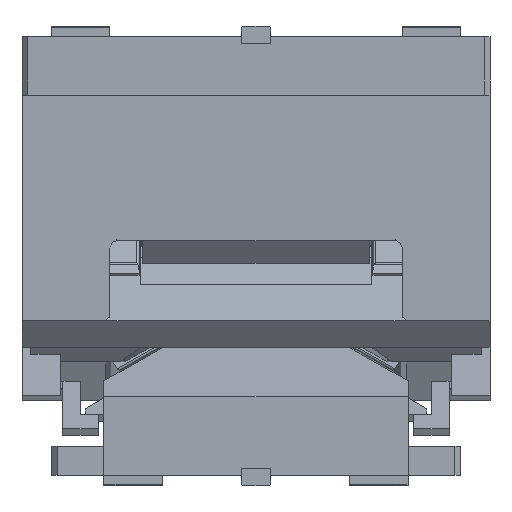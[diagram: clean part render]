
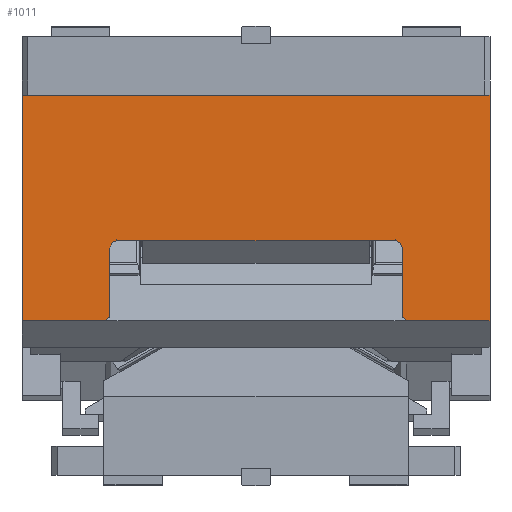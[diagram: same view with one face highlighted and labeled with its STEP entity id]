
A CAD part, left-side view. The second image highlights one B-rep face of the part: STEP entity #1011.
In plain terms, the highlighted planar face has unit normal (-1, 0, 0).
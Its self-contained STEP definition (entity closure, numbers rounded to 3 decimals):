
#451=CARTESIAN_POINT('Vertex',(45.,200.,-243.)) ;
#454=CARTESIAN_POINT('Line Origine',(45.,200.,-146.5)) ;
#458=CARTESIAN_POINT('Vertex',(45.,200.,-50.)) ;
#864=CARTESIAN_POINT('Vertex',(45.,-200.,-243.)) ;
#867=CARTESIAN_POINT('Line Origine',(45.,-164.409,-243.)) ;
#871=CARTESIAN_POINT('Vertex',(45.,-128.817,-243.)) ;
#893=CARTESIAN_POINT('Axis2P3D Location',(45.,200.,-55.)) ;
#898=CARTESIAN_POINT('Line Origine',(45.,164.409,-243.)) ;
#902=CARTESIAN_POINT('Vertex',(45.,128.817,-243.)) ;
#906=CARTESIAN_POINT('Control Point',(45.,128.817,-243.)) ;
#907=CARTESIAN_POINT('Control Point',(45.,128.5,-242.443)) ;
#908=CARTESIAN_POINT('Control Point',(45.,128.129,-241.919)) ;
#909=CARTESIAN_POINT('Control Point',(45.,127.703,-241.441)) ;
#910=CARTESIAN_POINT('Control Point',(45.,126.931,-240.765)) ;
#911=CARTESIAN_POINT('Control Point',(45.,126.06,-240.29)) ;
#912=CARTESIAN_POINT('Control Point',(45.,125.713,-240.14)) ;
#913=CARTESIAN_POINT('Control Point',(45.,125.358,-240.026)) ;
#914=CARTESIAN_POINT('Control Point',(45.,125.,-239.947)) ;
#915=CARTESIAN_POINT('Vertex',(45.,125.,-239.947)) ;
#918=CARTESIAN_POINT('Line Origine',(45.,125.,-211.173)) ;
#922=CARTESIAN_POINT('Vertex',(45.,125.,-182.399)) ;
#926=CARTESIAN_POINT('Control Point',(45.,125.,-182.399)) ;
#927=CARTESIAN_POINT('Control Point',(45.,125.,-181.536)) ;
#928=CARTESIAN_POINT('Control Point',(45.,124.909,-180.646)) ;
#929=CARTESIAN_POINT('Control Point',(45.,124.715,-179.752)) ;
#930=CARTESIAN_POINT('Control Point',(45.,124.148,-178.127)) ;
#931=CARTESIAN_POINT('Control Point',(45.,123.212,-176.72)) ;
#932=CARTESIAN_POINT('Control Point',(45.,122.697,-176.133)) ;
#933=CARTESIAN_POINT('Control Point',(45.,121.669,-175.273)) ;
#934=CARTESIAN_POINT('Control Point',(45.,120.518,-174.775)) ;
#935=CARTESIAN_POINT('Control Point',(45.,120.005,-174.634)) ;
#936=CARTESIAN_POINT('Control Point',(45.,119.496,-174.567)) ;
#937=CARTESIAN_POINT('Control Point',(45.,119.,-174.567)) ;
#938=CARTESIAN_POINT('Vertex',(45.,119.,-174.567)) ;
#941=CARTESIAN_POINT('Line Origine',(45.,0.,-174.567)) ;
#945=CARTESIAN_POINT('Vertex',(45.,-119.,-174.567)) ;
#949=CARTESIAN_POINT('Control Point',(45.,-119.,-174.567)) ;
#950=CARTESIAN_POINT('Control Point',(45.,-119.505,-174.567)) ;
#951=CARTESIAN_POINT('Control Point',(45.,-120.026,-174.636)) ;
#952=CARTESIAN_POINT('Control Point',(45.,-120.548,-174.783)) ;
#953=CARTESIAN_POINT('Control Point',(45.,-121.596,-175.247)) ;
#954=CARTESIAN_POINT('Control Point',(45.,-122.537,-176.008)) ;
#955=CARTESIAN_POINT('Control Point',(45.,-122.977,-176.468)) ;
#956=CARTESIAN_POINT('Control Point',(45.,-123.895,-177.678)) ;
#957=CARTESIAN_POINT('Control Point',(45.,-124.516,-179.111)) ;
#958=CARTESIAN_POINT('Control Point',(45.,-124.768,-179.977)) ;
#959=CARTESIAN_POINT('Control Point',(45.,-124.943,-180.992)) ;
#960=CARTESIAN_POINT('Control Point',(45.,-124.993,-181.988)) ;
#961=CARTESIAN_POINT('Control Point',(45.,-124.998,-182.126)) ;
#962=CARTESIAN_POINT('Control Point',(45.,-125.,-182.263)) ;
#963=CARTESIAN_POINT('Control Point',(45.,-125.,-182.399)) ;
#964=CARTESIAN_POINT('Vertex',(45.,-125.,-182.399)) ;
#967=CARTESIAN_POINT('Line Origine',(45.,-125.,-211.173)) ;
#971=CARTESIAN_POINT('Vertex',(45.,-125.,-239.947)) ;
#975=CARTESIAN_POINT('Control Point',(45.,-125.,-239.947)) ;
#976=CARTESIAN_POINT('Control Point',(45.,-125.532,-240.064)) ;
#977=CARTESIAN_POINT('Control Point',(45.,-126.058,-240.261)) ;
#978=CARTESIAN_POINT('Control Point',(45.,-126.562,-240.535)) ;
#979=CARTESIAN_POINT('Control Point',(45.,-127.382,-241.13)) ;
#980=CARTESIAN_POINT('Control Point',(45.,-128.079,-241.892)) ;
#981=CARTESIAN_POINT('Control Point',(45.,-128.351,-242.243)) ;
#982=CARTESIAN_POINT('Control Point',(45.,-128.597,-242.614)) ;
#983=CARTESIAN_POINT('Control Point',(45.,-128.817,-243.)) ;
#985=CARTESIAN_POINT('Line Origine',(45.,-200.,-146.5)) ;
#989=CARTESIAN_POINT('Vertex',(45.,-200.,-50.)) ;
#992=CARTESIAN_POINT('Line Origine',(45.,0.,-50.)) ;
#455=DIRECTION('Vector Direction',(0.,0.,-1.)) ;
#868=DIRECTION('Vector Direction',(0.,1.,0.)) ;
#894=DIRECTION('Axis2P3D Direction',(1.,0.,0.)) ;
#895=DIRECTION('Axis2P3D XDirection',(0.,0.,-1.)) ;
#899=DIRECTION('Vector Direction',(0.,1.,0.)) ;
#919=DIRECTION('Vector Direction',(0.,0.,1.)) ;
#942=DIRECTION('Vector Direction',(0.,-1.,0.)) ;
#968=DIRECTION('Vector Direction',(0.,0.,-1.)) ;
#986=DIRECTION('Vector Direction',(0.,0.,-1.)) ;
#993=DIRECTION('Vector Direction',(0.,1.,0.)) ;
#896=AXIS2_PLACEMENT_3D('Plane Axis2P3D',#893,#894,#895) ;
#998=ORIENTED_EDGE('',*,*,#460,.T.) ;
#999=ORIENTED_EDGE('',*,*,#904,.F.) ;
#1000=ORIENTED_EDGE('',*,*,#917,.T.) ;
#1001=ORIENTED_EDGE('',*,*,#924,.T.) ;
#1002=ORIENTED_EDGE('',*,*,#940,.T.) ;
#1003=ORIENTED_EDGE('',*,*,#947,.T.) ;
#1004=ORIENTED_EDGE('',*,*,#966,.T.) ;
#1005=ORIENTED_EDGE('',*,*,#973,.T.) ;
#1006=ORIENTED_EDGE('',*,*,#984,.T.) ;
#1007=ORIENTED_EDGE('',*,*,#873,.F.) ;
#1008=ORIENTED_EDGE('',*,*,#991,.F.) ;
#1009=ORIENTED_EDGE('',*,*,#996,.T.) ;
#456=VECTOR('Line Direction',#455,1.) ;
#869=VECTOR('Line Direction',#868,1.) ;
#900=VECTOR('Line Direction',#899,1.) ;
#920=VECTOR('Line Direction',#919,1.) ;
#943=VECTOR('Line Direction',#942,1.) ;
#969=VECTOR('Line Direction',#968,1.) ;
#987=VECTOR('Line Direction',#986,1.) ;
#994=VECTOR('Line Direction',#993,1.) ;
#1011=ADVANCED_FACE('CAM HOLDER',(#1010),#897,.F.) ;
#905=B_SPLINE_CURVE_WITH_KNOTS('',5,(#906,#907,#908,#909,#910,#911,#912,#913,#914),.UNSPECIFIED.,.F.,.U.,(6,3,6),(0.,4.44,7.228),.UNSPECIFIED.) ;
#925=B_SPLINE_CURVE_WITH_KNOTS('',5,(#926,#927,#928,#929,#930,#931,#932,#933,#934,#935,#936,#937),.UNSPECIFIED.,.F.,.U.,(6,3,3,6),(0.,6.418,12.045,16.382),.UNSPECIFIED.) ;
#948=B_SPLINE_CURVE_WITH_KNOTS('',5,(#949,#950,#951,#952,#953,#954,#955,#956,#957,#958,#959,#960,#961,#962,#963),.UNSPECIFIED.,.F.,.U.,(6,3,3,3,6),(0.,4.423,9.072,15.368,16.382),.UNSPECIFIED.) ;
#974=B_SPLINE_CURVE_WITH_KNOTS('',5,(#975,#976,#977,#978,#979,#980,#981,#982,#983),.UNSPECIFIED.,.F.,.U.,(6,3,6),(0.,4.147,7.229),.UNSPECIFIED.) ;
#460=EDGE_CURVE('',#459,#452,#457,.T.) ;
#873=EDGE_CURVE('',#865,#872,#870,.T.) ;
#904=EDGE_CURVE('',#903,#452,#901,.T.) ;
#917=EDGE_CURVE('',#903,#916,#905,.T.) ;
#924=EDGE_CURVE('',#916,#923,#921,.T.) ;
#940=EDGE_CURVE('',#923,#939,#925,.T.) ;
#947=EDGE_CURVE('',#939,#946,#944,.T.) ;
#966=EDGE_CURVE('',#946,#965,#948,.T.) ;
#973=EDGE_CURVE('',#965,#972,#970,.T.) ;
#984=EDGE_CURVE('',#972,#872,#974,.T.) ;
#991=EDGE_CURVE('',#990,#865,#988,.T.) ;
#996=EDGE_CURVE('',#990,#459,#995,.T.) ;
#997=EDGE_LOOP('',(#998,#999,#1000,#1001,#1002,#1003,#1004,#1005,#1006,#1007,#1008,#1009)) ;
#1010=FACE_OUTER_BOUND('',#997,.T.) ;
#457=LINE('Line',#454,#456) ;
#870=LINE('Line',#867,#869) ;
#901=LINE('Line',#898,#900) ;
#921=LINE('Line',#918,#920) ;
#944=LINE('Line',#941,#943) ;
#970=LINE('Line',#967,#969) ;
#988=LINE('Line',#985,#987) ;
#995=LINE('Line',#992,#994) ;
#897=PLANE('Plane',#896) ;
#452=VERTEX_POINT('',#451) ;
#459=VERTEX_POINT('',#458) ;
#865=VERTEX_POINT('',#864) ;
#872=VERTEX_POINT('',#871) ;
#903=VERTEX_POINT('',#902) ;
#916=VERTEX_POINT('',#915) ;
#923=VERTEX_POINT('',#922) ;
#939=VERTEX_POINT('',#938) ;
#946=VERTEX_POINT('',#945) ;
#965=VERTEX_POINT('',#964) ;
#972=VERTEX_POINT('',#971) ;
#990=VERTEX_POINT('',#989) ;
